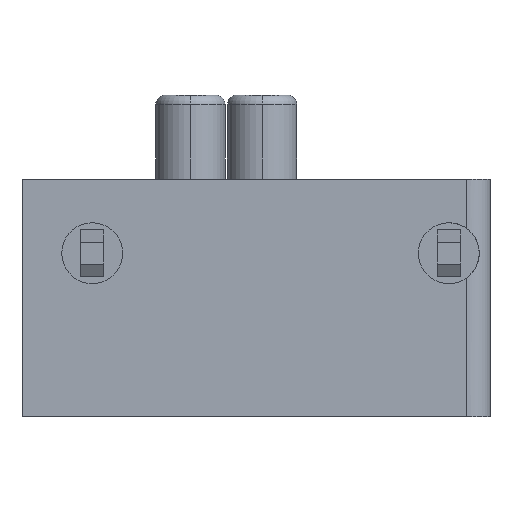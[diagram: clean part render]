
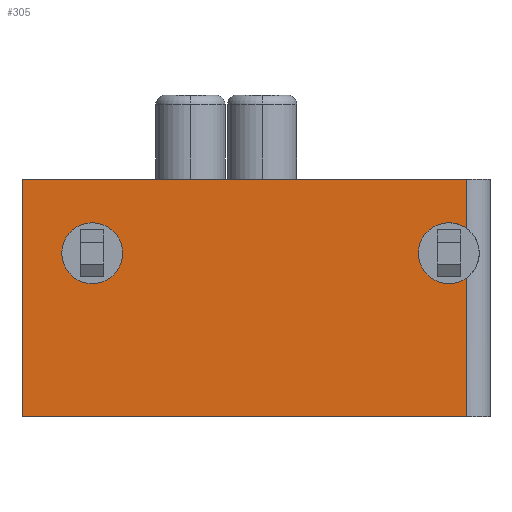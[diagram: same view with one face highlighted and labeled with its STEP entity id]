
A CAD part, front view. The second image highlights one B-rep face of the part: STEP entity #305.
In plain terms, the highlighted planar face has unit normal (0, -1, 0).
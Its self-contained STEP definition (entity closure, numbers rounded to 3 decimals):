
#305=ADVANCED_FACE('',(#642,#643),#644,.T.);
#642=FACE_OUTER_BOUND('',#1004,.T.);
#643=FACE_BOUND('',#1005,.T.);
#644=PLANE('',#1006);
#1004=EDGE_LOOP('',(#1851,#1852,#1853,#1854,#1855,#1856,#1857,#1858));
#1005=EDGE_LOOP('',(#1859,#1860));
#1006=AXIS2_PLACEMENT_3D('',#1861,#1862,#1863);
#1851=ORIENTED_EDGE('',*,*,#2424,.F.);
#1852=ORIENTED_EDGE('',*,*,#2466,.F.);
#1853=ORIENTED_EDGE('',*,*,#2239,.T.);
#1854=ORIENTED_EDGE('',*,*,#2342,.F.);
#1855=ORIENTED_EDGE('',*,*,#2441,.F.);
#1856=ORIENTED_EDGE('',*,*,#2339,.F.);
#1857=ORIENTED_EDGE('',*,*,#2241,.T.);
#1858=ORIENTED_EDGE('',*,*,#2132,.F.);
#1859=ORIENTED_EDGE('',*,*,#2467,.F.);
#1860=ORIENTED_EDGE('',*,*,#2169,.F.);
#1861=CARTESIAN_POINT('',(0.,0.0,-2.54));
#1862=DIRECTION('',(0.,-1.0,0.0));
#1863=DIRECTION('',(1.0,0.,0.0));
#2132=EDGE_CURVE('',#2534,#2536,#2537,.T.);
#2169=EDGE_CURVE('',#2604,#2599,#2606,.T.);
#2239=EDGE_CURVE('',#2716,#2717,#2718,.T.);
#2241=EDGE_CURVE('',#2720,#2536,#2721,.T.);
#2339=EDGE_CURVE('',#2720,#2870,#2871,.T.);
#2342=EDGE_CURVE('',#2873,#2717,#2875,.T.);
#2424=EDGE_CURVE('',#2985,#2534,#2987,.T.);
#2441=EDGE_CURVE('',#2870,#2873,#3006,.T.);
#2466=EDGE_CURVE('',#2716,#2985,#3037,.T.);
#2467=EDGE_CURVE('',#2599,#2604,#3038,.T.);
#2534=VERTEX_POINT('',#3118);
#2536=VERTEX_POINT('',#3121);
#2537=LINE('',#3122,#3123);
#2599=VERTEX_POINT('',#3193);
#2604=VERTEX_POINT('',#3199);
#2606=CIRCLE('',#3202,0.65);
#2716=VERTEX_POINT('',#3350);
#2717=VERTEX_POINT('',#3351);
#2718=LINE('',#3352,#3353);
#2720=VERTEX_POINT('',#3355);
#2721=LINE('',#3356,#3357);
#2870=VERTEX_POINT('',#3775);
#2871=CIRCLE('',#3776,0.65);
#2873=VERTEX_POINT('',#3779);
#2875=CIRCLE('',#3782,0.65);
#2985=VERTEX_POINT('',#3925);
#2987=LINE('',#3928,#3929);
#3006=CIRCLE('',#4037,0.65);
#3037=LINE('',#4078,#4079);
#3038=CIRCLE('',#4080,0.65);
#3118=CARTESIAN_POINT('',(0.,0.0,0.0));
#3121=CARTESIAN_POINT('',(9.5,0.0,0.0));
#3122=CARTESIAN_POINT('',(-23.741,0.0,0.0));
#3123=VECTOR('',#4157,1.0);
#3193=CARTESIAN_POINT('',(1.5,0.0,-2.23));
#3199=CARTESIAN_POINT('',(1.5,0.0,-0.93));
#3202=AXIS2_PLACEMENT_3D('',#4234,#4235,#4236);
#3350=CARTESIAN_POINT('',(9.5,0.0,-5.08));
#3351=CARTESIAN_POINT('',(9.5,0.0,-2.107));
#3352=CARTESIAN_POINT('',(9.5,0.0,-2.54));
#3353=VECTOR('',#4320,1.0);
#3355=CARTESIAN_POINT('',(9.5,0.0,-1.053));
#3356=CARTESIAN_POINT('',(9.5,0.0,-2.54));
#3357=VECTOR('',#4324,1.0);
#3775=CARTESIAN_POINT('',(9.12,0.0,-0.93));
#3776=AXIS2_PLACEMENT_3D('',#4462,#4463,#4464);
#3779=CARTESIAN_POINT('',(9.12,0.0,-2.23));
#3782=AXIS2_PLACEMENT_3D('',#4467,#4468,#4469);
#3925=CARTESIAN_POINT('',(0.,0.0,-5.08));
#3928=CARTESIAN_POINT('',(0.,0.0,-0.09));
#3929=VECTOR('',#4576,1.0);
#4037=AXIS2_PLACEMENT_3D('',#4591,#4592,#4593);
#4078=CARTESIAN_POINT('',(-23.741,0.0,-5.08));
#4079=VECTOR('',#4616,1.0);
#4080=AXIS2_PLACEMENT_3D('',#4617,#4618,#4619);
#4157=DIRECTION('',(1.0,0.,0.0));
#4234=CARTESIAN_POINT('',(1.5,0.0,-1.58));
#4235=DIRECTION('',(0.0,-1.0,0.));
#4236=DIRECTION('',(0.,0.,1.0));
#4320=DIRECTION('',(0.0,0.0,1.0));
#4324=DIRECTION('',(0.0,0.0,1.0));
#4462=CARTESIAN_POINT('',(9.12,0.0,-1.58));
#4463=DIRECTION('',(0.0,-1.0,0.));
#4464=DIRECTION('',(0.,0.,1.0));
#4467=CARTESIAN_POINT('',(9.12,0.0,-1.58));
#4468=DIRECTION('',(0.0,-1.0,0.));
#4469=DIRECTION('',(0.,0.,1.0));
#4576=DIRECTION('',(0.0,0.0,1.0));
#4591=CARTESIAN_POINT('',(9.12,0.0,-1.58));
#4592=DIRECTION('',(0.0,-1.0,0.));
#4593=DIRECTION('',(0.,0.,1.0));
#4616=DIRECTION('',(-1.0,0.,0.0));
#4617=CARTESIAN_POINT('',(1.5,0.0,-1.58));
#4618=DIRECTION('',(0.0,-1.0,0.));
#4619=DIRECTION('',(0.,0.,1.0));
